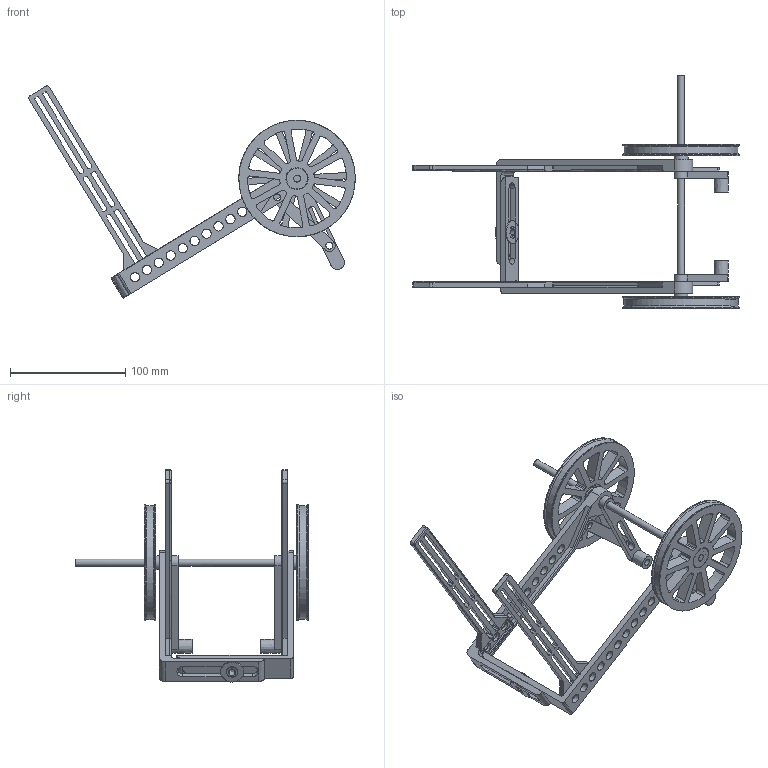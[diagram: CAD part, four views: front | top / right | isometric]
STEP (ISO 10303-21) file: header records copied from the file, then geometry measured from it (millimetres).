
FILE_DESCRIPTION(('FreeCAD Model'),'2;1');
FILE_NAME('Open CASCADE Shape Model','2025-04-29T18:24:25',('FreeCAD'),( 'FreeCAD'),'Open CASCADE STEP processor 7.6','FreeCAD','Unknown');
FILE_SCHEMA(('AUTOMOTIVE_DESIGN { 1 0 10303 214 1 1 1 1 }'));
Length unit declared in the file: millimetre
Products named in the file (1): Open CASCADE STEP translator 7.6 1
Bounding box: 283.76 x 202.39 x 184.5 mm (x, y, z)
Volume: 188350.3 mm3; surface area: 121803.5 mm2
Topology: 21 solids, 21 shells, 617 faces, 1643 edges, 1067 vertices
Faces by surface type: bspline 617
Entity records: 21544 total; most frequent: CARTESIAN_POINT 12157, ORIENTED_EDGE 3260, EDGE_CURVE 1630, VERTEX_POINT 1078, B_SPLINE_CURVE_WITH_KNOTS 920, FACE_BOUND 804, EDGE_LOOP 792, ADVANCED_FACE 604
